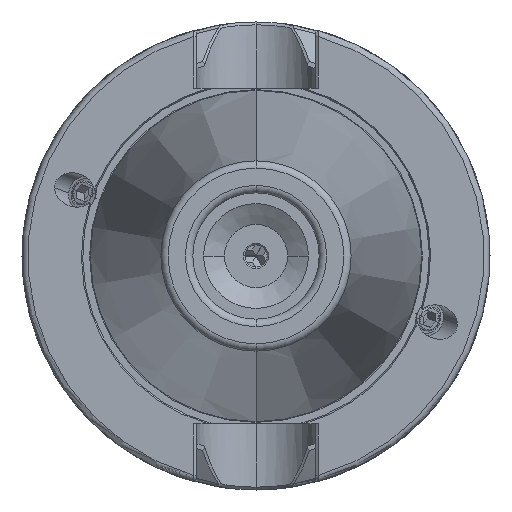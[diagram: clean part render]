
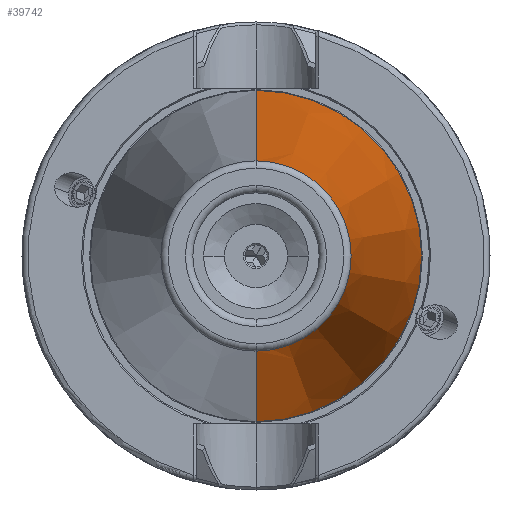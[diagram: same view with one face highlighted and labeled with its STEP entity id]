
A CAD part, front view. The second image highlights one B-rep face of the part: STEP entity #39742.
In plain terms, the highlighted conical face has half-angle 8.297 degrees and reference radius 12.688 mm.
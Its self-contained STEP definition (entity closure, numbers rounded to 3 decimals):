
#679 = CIRCLE ( 'NONE', #19437, 12.812 ) ;
#985 = FACE_OUTER_BOUND ( 'NONE', #986, .T. ) ;
#986 = EDGE_LOOP ( 'NONE', ( #31234, #31504, #9782, #34754 ) ) ;
#1155 = DIRECTION ( 'NONE',  ( 0., 1., 0. ) ) ;
#3231 = CARTESIAN_POINT ( 'NONE',  ( 0., -66.544, 12.812 ) ) ;
#8295 = LINE ( 'NONE', #8389, #15710 ) ;
#8326 = CONICAL_SURFACE ( 'NONE', #21131, 12.687, 0.145 ) ;
#8389 = CARTESIAN_POINT ( 'NONE',  ( 0., -67.4, 12.687 ) ) ;
#9782 = ORIENTED_EDGE ( 'NONE', *, *, #27146, .F. ) ;
#11580 = DIRECTION ( 'NONE',  ( 0., 0.99, 0.144 ) ) ;
#12714 = CARTESIAN_POINT ( 'NONE',  ( 0., -67.4, -12.687 ) ) ;
#14655 = CARTESIAN_POINT ( 'NONE',  ( 0., -1.5, -22.298 ) ) ;
#15681 = DIRECTION ( 'NONE',  ( 0., 0., 1. ) ) ;
#15710 = VECTOR ( 'NONE', #11580, 1000. ) ;
#15748 = CIRCLE ( 'NONE', #26270, 22.298 ) ;
#16080 = VERTEX_POINT ( 'NONE', #21612 ) ;
#16502 = CARTESIAN_POINT ( 'NONE',  ( 0., -1.5, 22.298 ) ) ;
#18269 = DIRECTION ( 'NONE',  ( 0., 1., 0. ) ) ;
#18835 = CARTESIAN_POINT ( 'NONE',  ( 0., -1.5, 0. ) ) ;
#19437 = AXIS2_PLACEMENT_3D ( 'NONE', #20031, #1155, #23205 ) ;
#20031 = CARTESIAN_POINT ( 'NONE',  ( 0., -66.544, 0. ) ) ;
#20155 = VECTOR ( 'NONE', #34811, 1000. ) ;
#20156 = VERTEX_POINT ( 'NONE', #14655 ) ;
#21131 = AXIS2_PLACEMENT_3D ( 'NONE', #25235, #31632, #15681 ) ;
#21612 = CARTESIAN_POINT ( 'NONE',  ( 0., -66.544, -12.812 ) ) ;
#22023 = DIRECTION ( 'NONE',  ( 0., 0., 1. ) ) ;
#23205 = DIRECTION ( 'NONE',  ( 0., 0., -1. ) ) ;
#25235 = CARTESIAN_POINT ( 'NONE',  ( 0., -67.4, 0. ) ) ;
#26270 = AXIS2_PLACEMENT_3D ( 'NONE', #18835, #18269, #22023 ) ;
#27146 = EDGE_CURVE ( 'NONE', #34083, #20156, #15748, .T. ) ;
#27925 = EDGE_CURVE ( 'NONE', #39155, #34083, #8295, .T. ) ;
#31234 = ORIENTED_EDGE ( 'NONE', *, *, #36034, .T. ) ;
#31504 = ORIENTED_EDGE ( 'NONE', *, *, #40790, .T. ) ;
#31581 = LINE ( 'NONE', #12714, #20155 ) ;
#31632 = DIRECTION ( 'NONE',  ( 0., 1., 0. ) ) ;
#34083 = VERTEX_POINT ( 'NONE', #16502 ) ;
#34754 = ORIENTED_EDGE ( 'NONE', *, *, #27925, .F. ) ;
#34811 = DIRECTION ( 'NONE',  ( 0., 0.99, -0.144 ) ) ;
#36034 = EDGE_CURVE ( 'NONE', #39155, #16080, #679, .T. ) ;
#39155 = VERTEX_POINT ( 'NONE', #3231 ) ;
#39742 = ADVANCED_FACE ( 'NONE', ( #985 ), #8326, .T. ) ;
#40790 = EDGE_CURVE ( 'NONE', #16080, #20156, #31581, .T. ) ;
